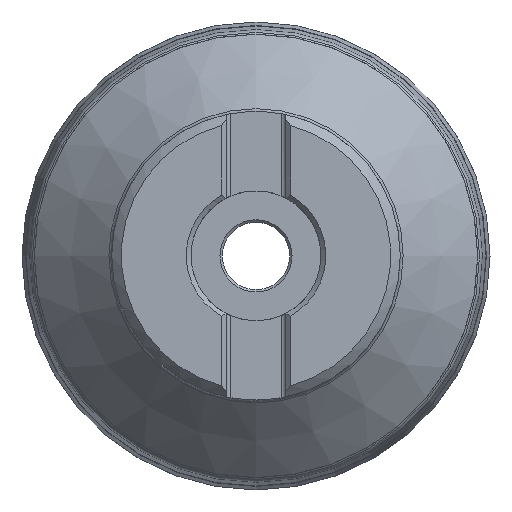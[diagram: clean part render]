
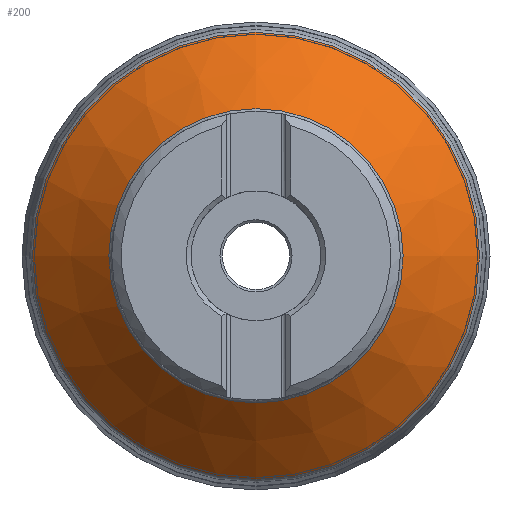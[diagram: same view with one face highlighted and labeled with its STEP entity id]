
A CAD part, top view. The second image highlights one B-rep face of the part: STEP entity #200.
In plain terms, the highlighted conical face has half-angle 45 degrees and reference radius 30 mm.
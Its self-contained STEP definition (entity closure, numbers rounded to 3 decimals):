
#160=CONICAL_SURFACE('',#1062,30.,45.);
#200=ADVANCED_FACE('',(#399,#400),#160,.T.);
#399=FACE_BOUND('',#504,.T.);
#400=FACE_BOUND('',#505,.T.);
#504=EDGE_LOOP('',(#665));
#505=EDGE_LOOP('',(#666));
#665=ORIENTED_EDGE('',*,*,#926,.T.);
#666=ORIENTED_EDGE('',*,*,#927,.T.);
#835=VERTEX_POINT('',#1932);
#836=VERTEX_POINT('',#1934);
#926=EDGE_CURVE('',#835,#835,#995,.T.);
#927=EDGE_CURVE('',#836,#836,#996,.T.);
#995=CIRCLE('',#1060,46.468);
#996=CIRCLE('',#1061,30.586);
#1060=AXIS2_PLACEMENT_3D('',#1931,#1242,#1243);
#1061=AXIS2_PLACEMENT_3D('',#1933,#1244,#1245);
#1062=AXIS2_PLACEMENT_3D('',#1935,#1246,#1247);
#1242=DIRECTION('',(0.,0.,1.));
#1243=DIRECTION('',(1.,0.,0.));
#1244=DIRECTION('',(0.,0.,-1.));
#1245=DIRECTION('',(-1.,0.,0.));
#1246=DIRECTION('',(0.,0.,-1.));
#1247=DIRECTION('',(-1.,0.,0.));
#1931=CARTESIAN_POINT('',(0.,0.,-29.468));
#1932=CARTESIAN_POINT('',(46.468,0.,-29.468));
#1933=CARTESIAN_POINT('',(0.,0.,-13.586));
#1934=CARTESIAN_POINT('',(-30.586,0.,-13.586));
#1935=CARTESIAN_POINT('',(0.,0.,-13.));
